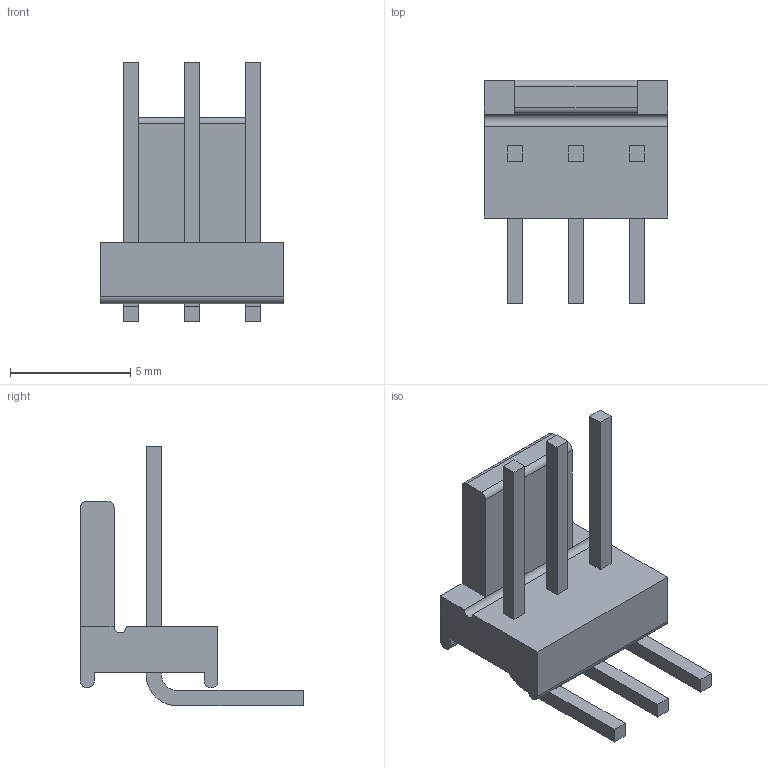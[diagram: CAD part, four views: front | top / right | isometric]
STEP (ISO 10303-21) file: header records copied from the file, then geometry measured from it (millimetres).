
FILE_DESCRIPTION((''),'2;1');
FILE_NAME('C-640455-3','2020-02-17T00:21:31',('workeradm'),('TE Connectivity Ltd.'),'CREO PARAMETRIC BY PTC INC, 2019292','CREO PARAMETRIC BY PTC INC, 2019292','');
FILE_SCHEMA(('AUTOMOTIVE_DESIGN { 1 0 10303 214 1 1 1 1 }'));
Length unit declared in the file: millimetre
Products named in the file (1): C-640455-3
Bounding box: 7.62 x 9.27 x 10.77 mm (x, y, z)
Volume: 141.4 mm3; surface area: 332.6 mm2
Topology: 1 solids, 1 shells, 61 faces, 157 edges, 104 vertices
Faces by surface type: plane 50, cylinder 11
Entity records: 2025 total; most frequent: CARTESIAN_POINT 327, ORIENTED_EDGE 314, DIRECTION 307, EDGE_CURVE 157, VECTOR 135, LINE 135, COLOUR_RGB 126, VERTEX_POINT 104
